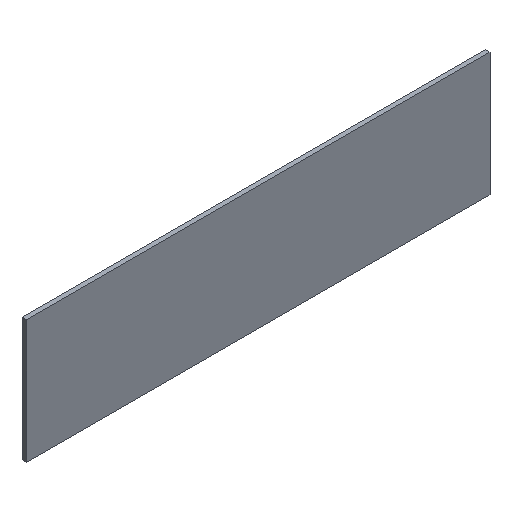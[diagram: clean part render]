
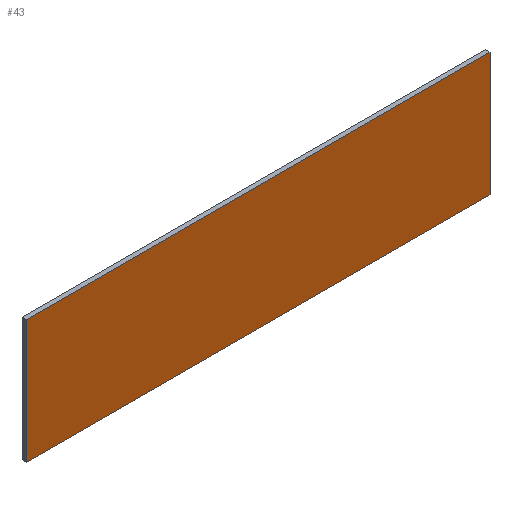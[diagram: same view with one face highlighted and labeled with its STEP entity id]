
A CAD part, isometric view. The second image highlights one B-rep face of the part: STEP entity #43.
In plain terms, the highlighted planar face has unit normal (0, -1, 0).
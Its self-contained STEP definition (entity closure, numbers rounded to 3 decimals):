
#2 = DIRECTION ( 'NONE',  ( 0., 0., -1. ) ) ;
#6 = CARTESIAN_POINT ( 'NONE',  ( -750., 0., -200. ) ) ;
#13 = CARTESIAN_POINT ( 'NONE',  ( -750., 0., -200. ) ) ;
#19 = CARTESIAN_POINT ( 'NONE',  ( 0., 0., 0. ) ) ;
#22 = ORIENTED_EDGE ( 'NONE', *, *, #195, .F. ) ;
#29 = VECTOR ( 'NONE', #76, 1000. ) ;
#43 = ADVANCED_FACE ( 'NONE', ( #158 ), #172, .F. ) ;
#44 = CARTESIAN_POINT ( 'NONE',  ( 750., 0., -200. ) ) ;
#47 = VECTOR ( 'NONE', #2, 1000. ) ;
#52 = LINE ( 'NONE', #6, #29 ) ;
#60 = CARTESIAN_POINT ( 'NONE',  ( -750., 0., -200. ) ) ;
#74 = VERTEX_POINT ( 'NONE', #149 ) ;
#76 = DIRECTION ( 'NONE',  ( -1., 0., 0. ) ) ;
#81 = LINE ( 'NONE', #60, #188 ) ;
#87 = DIRECTION ( 'NONE',  ( 0., 1., 0. ) ) ;
#91 = ORIENTED_EDGE ( 'NONE', *, *, #210, .F. ) ;
#92 = ORIENTED_EDGE ( 'NONE', *, *, #201, .F. ) ;
#94 = CARTESIAN_POINT ( 'NONE',  ( -750., 0., 200. ) ) ;
#96 = CARTESIAN_POINT ( 'NONE',  ( 750., 0., 200. ) ) ;
#97 = AXIS2_PLACEMENT_3D ( 'NONE', #19, #87, #225 ) ;
#149 = CARTESIAN_POINT ( 'NONE',  ( -750., 0., 200. ) ) ;
#158 = FACE_OUTER_BOUND ( 'NONE', #202, .T. ) ;
#166 = LINE ( 'NONE', #167, #47 ) ;
#167 = CARTESIAN_POINT ( 'NONE',  ( 750., 0., -200. ) ) ;
#172 = PLANE ( 'NONE',  #97 ) ;
#173 = VERTEX_POINT ( 'NONE', #96 ) ;
#177 = DIRECTION ( 'NONE',  ( 1., 0., 0. ) ) ;
#179 = VERTEX_POINT ( 'NONE', #13 ) ;
#181 = LINE ( 'NONE', #94, #232 ) ;
#188 = VECTOR ( 'NONE', #209, 1000. ) ;
#195 = EDGE_CURVE ( 'NONE', #179, #74, #81, .T. ) ;
#199 = VERTEX_POINT ( 'NONE', #44 ) ;
#201 = EDGE_CURVE ( 'NONE', #74, #173, #181, .T. ) ;
#202 = EDGE_LOOP ( 'NONE', ( #91, #92, #22, #218 ) ) ;
#209 = DIRECTION ( 'NONE',  ( 0., 0., 1. ) ) ;
#210 = EDGE_CURVE ( 'NONE', #173, #199, #166, .T. ) ;
#218 = ORIENTED_EDGE ( 'NONE', *, *, #235, .F. ) ;
#225 = DIRECTION ( 'NONE',  ( 0., 0., 1. ) ) ;
#232 = VECTOR ( 'NONE', #177, 1000. ) ;
#235 = EDGE_CURVE ( 'NONE', #199, #179, #52, .T. ) ;
